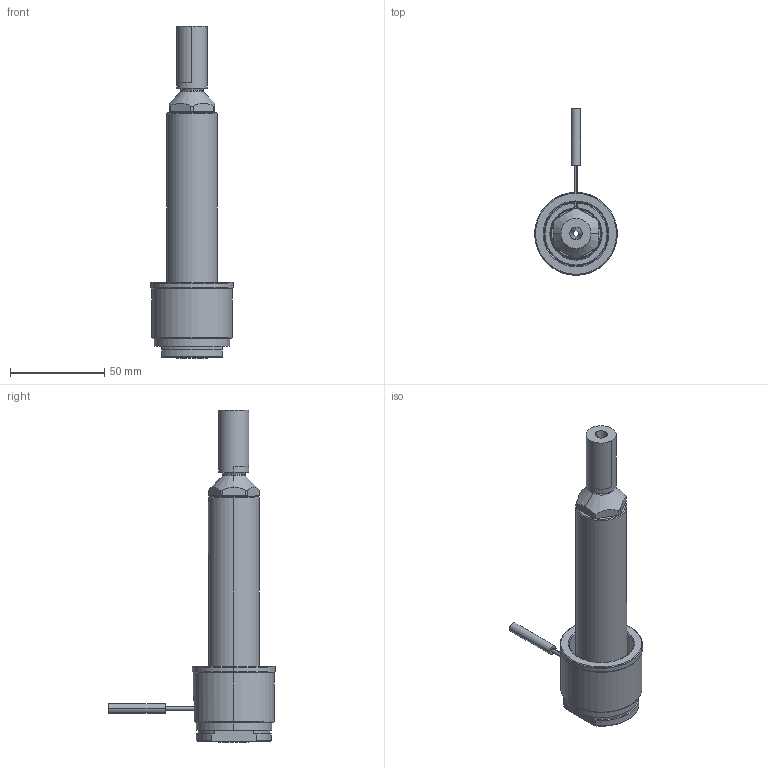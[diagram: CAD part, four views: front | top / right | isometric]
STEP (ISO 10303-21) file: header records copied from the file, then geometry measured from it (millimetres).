
FILE_DESCRIPTION((''),'2;1');
FILE_NAME('EL-146-APO-H','2014-02-17T',('Íàòàëüÿ'),('IMID'),'PRO/ENGINEER BY PARAMETRIC TECHNOLOGY CORPORATION, 2010480','PRO/ENGINEER BY PARAMETRIC TECHNOLOGY CORPORATION, 2010480','');
FILE_SCHEMA(('CONFIG_CONTROL_DESIGN'));
Length unit declared in the file: millimetre
Products named in the file (1): EL-146-APO-H
Bounding box: 44 x 88.5 x 176.3 mm (x, y, z)
Volume: 97493.1 mm3; surface area: 34221.5 mm2
Topology: 1 solids, 8 shells, 199 faces, 471 edges, 282 vertices
Faces by surface type: cylinder 78, cone 52, plane 35, torus 27, bspline 5, sphere 2
Entity records: 6285 total; most frequent: CARTESIAN_POINT 1581, DIRECTION 1077, ORIENTED_EDGE 902, EDGE_CURVE 463, AXIS2_PLACEMENT_3D 454, VERTEX_POINT 282, CIRCLE 259, EDGE_LOOP 221
